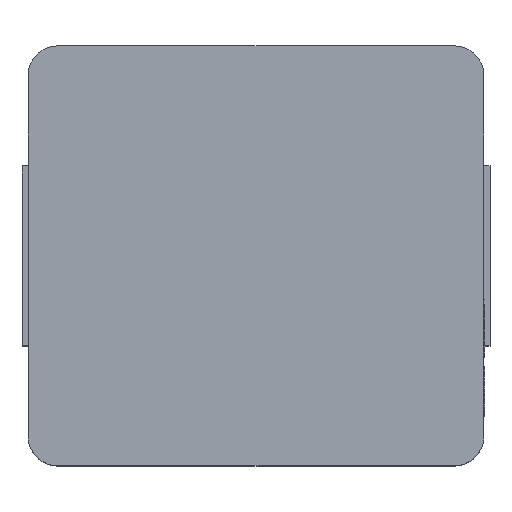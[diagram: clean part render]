
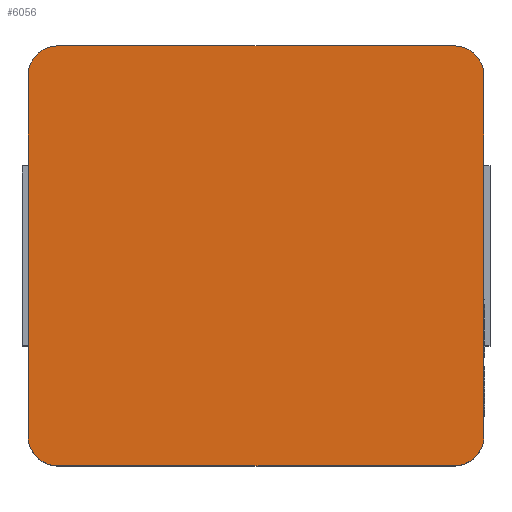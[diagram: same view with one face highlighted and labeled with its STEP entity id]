
A CAD part, top view. The second image highlights one B-rep face of the part: STEP entity #6056.
In plain terms, the highlighted planar face has unit normal (0, 0, 1).
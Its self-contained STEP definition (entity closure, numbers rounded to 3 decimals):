
#145=CIRCLE('',#6378,0.5);
#146=CIRCLE('',#6380,0.5);
#147=CIRCLE('',#6382,0.5);
#148=CIRCLE('',#6384,0.5);
#494=FACE_OUTER_BOUND('',#831,.T.);
#831=EDGE_LOOP('',(#4374,#4375,#4376,#4377,#4378,#4379,#4380,#4381));
#1098=LINE('',#7937,#1721);
#1239=LINE('',#8685,#1862);
#1245=LINE('',#8696,#1868);
#1247=LINE('',#8701,#1870);
#1721=VECTOR('',#6693,1.);
#1862=VECTOR('',#6912,1.);
#1868=VECTOR('',#6920,1.);
#1870=VECTOR('',#6924,1.);
#2332=VERTEX_POINT('',#7935);
#2333=VERTEX_POINT('',#7936);
#2562=VERTEX_POINT('',#8682);
#2563=VERTEX_POINT('',#8684);
#2566=VERTEX_POINT('',#8693);
#2567=VERTEX_POINT('',#8695);
#2568=VERTEX_POINT('',#8699);
#2569=VERTEX_POINT('',#8700);
#2914=EDGE_CURVE('',#2332,#2333,#1098,.T.);
#3147=EDGE_CURVE('',#2563,#2562,#1239,.T.);
#3153=EDGE_CURVE('',#2567,#2566,#1245,.T.);
#3155=EDGE_CURVE('',#2568,#2569,#1247,.T.);
#3168=EDGE_CURVE('',#2562,#2568,#145,.T.);
#3169=EDGE_CURVE('',#2566,#2563,#146,.T.);
#3170=EDGE_CURVE('',#2569,#2332,#147,.T.);
#3171=EDGE_CURVE('',#2333,#2567,#148,.T.);
#4374=ORIENTED_EDGE('',*,*,#3147,.T.);
#4375=ORIENTED_EDGE('',*,*,#3168,.T.);
#4376=ORIENTED_EDGE('',*,*,#3155,.T.);
#4377=ORIENTED_EDGE('',*,*,#3170,.T.);
#4378=ORIENTED_EDGE('',*,*,#2914,.T.);
#4379=ORIENTED_EDGE('',*,*,#3171,.T.);
#4380=ORIENTED_EDGE('',*,*,#3153,.T.);
#4381=ORIENTED_EDGE('',*,*,#3169,.T.);
#5517=PLANE('',#6430);
#6056=ADVANCED_FACE('',(#494),#5517,.T.);
#6378=AXIS2_PLACEMENT_3D('',#8727,#6955,#6956);
#6380=AXIS2_PLACEMENT_3D('',#8729,#6959,#6960);
#6382=AXIS2_PLACEMENT_3D('',#8731,#6963,#6964);
#6384=AXIS2_PLACEMENT_3D('',#8733,#6967,#6968);
#6430=AXIS2_PLACEMENT_3D('',#9621,#7156,#7157);
#6693=DIRECTION('',(0.,1.,0.));
#6912=DIRECTION('',(0.,-1.,0.));
#6920=DIRECTION('',(-1.,0.,0.));
#6924=DIRECTION('',(1.,0.,0.));
#6955=DIRECTION('center_axis',(0.,0.,1.));
#6956=DIRECTION('ref_axis',(1.,0.,0.));
#6959=DIRECTION('center_axis',(0.,0.,1.));
#6960=DIRECTION('ref_axis',(1.,0.,0.));
#6963=DIRECTION('center_axis',(0.,0.,1.));
#6964=DIRECTION('ref_axis',(1.,0.,0.));
#6967=DIRECTION('center_axis',(0.,0.,1.));
#6968=DIRECTION('ref_axis',(1.,0.,0.));
#7156=DIRECTION('center_axis',(0.,0.,1.));
#7157=DIRECTION('ref_axis',(1.,0.,0.));
#7935=CARTESIAN_POINT('',(3.8,-3.,3.11));
#7936=CARTESIAN_POINT('',(3.8,3.,3.11));
#7937=CARTESIAN_POINT('',(3.8,3.5,3.11));
#8682=CARTESIAN_POINT('',(-3.8,-3.,3.11));
#8684=CARTESIAN_POINT('',(-3.8,3.,3.11));
#8685=CARTESIAN_POINT('',(-3.8,3.5,3.11));
#8693=CARTESIAN_POINT('',(-3.3,3.5,3.11));
#8695=CARTESIAN_POINT('',(3.3,3.5,3.11));
#8696=CARTESIAN_POINT('',(-3.8,3.5,3.11));
#8699=CARTESIAN_POINT('',(-3.3,-3.5,3.11));
#8700=CARTESIAN_POINT('',(3.3,-3.5,3.11));
#8701=CARTESIAN_POINT('',(-3.8,-3.5,3.11));
#8727=CARTESIAN_POINT('Origin',(-3.3,-3.,3.11));
#8729=CARTESIAN_POINT('Origin',(-3.3,3.,3.11));
#8731=CARTESIAN_POINT('Origin',(3.3,-3.,3.11));
#8733=CARTESIAN_POINT('Origin',(3.3,3.,3.11));
#9621=CARTESIAN_POINT('Origin',(0.,0.,3.11));
